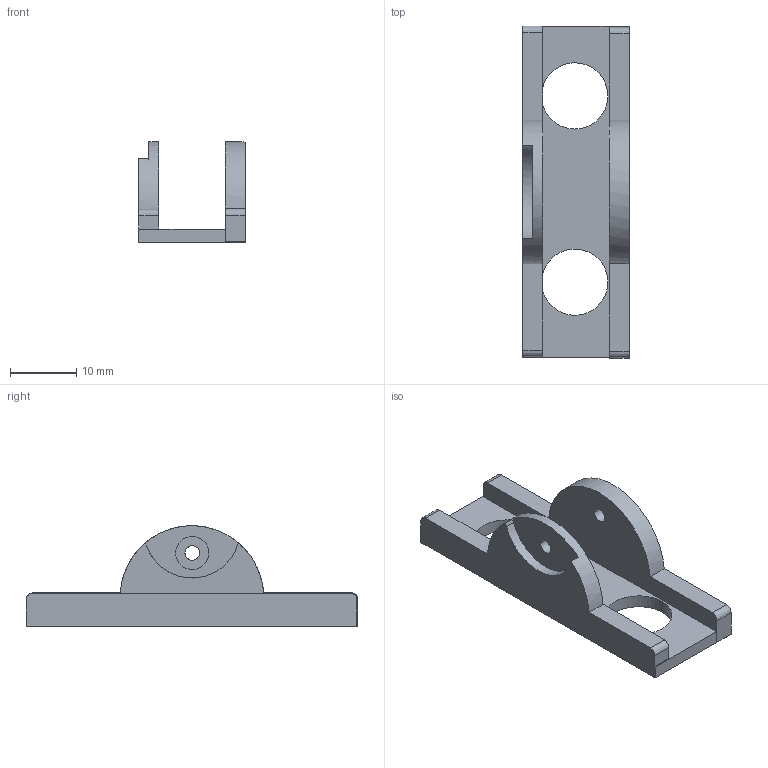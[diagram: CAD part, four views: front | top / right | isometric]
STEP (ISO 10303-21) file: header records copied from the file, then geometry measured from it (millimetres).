
FILE_DESCRIPTION(/* description */ (''),/* implementation_level */ '2;1');
FILE_NAME(/* name */ 'Connectique-standard',/* time_stamp */ '2021-03-02T23:23:24+01:00',/* author */ (''),/* organization */ (''),/* preprocessor_version */ 'ST-DEVELOPER v15',/* originating_system */ '',/* authorisation */ '');
FILE_SCHEMA (('AUTOMOTIVE_DESIGN'));
Length unit declared in the file: centimetre
Products named in the file (1): Document
Bounding box: 16.1 x 50.17 x 15.2 mm (x, y, z)
Volume: 3059.1 mm3; surface area: 3103.5 mm2
Topology: 1 solids, 1 shells, 55 faces, 160 edges, 107 vertices
Faces by surface type: plane 33, bspline 22
Entity records: 1812 total; most frequent: CARTESIAN_POINT 847, ORIENTED_EDGE 320, EDGE_CURVE 160, VERTEX_POINT 107, B_SPLINE_CURVE_WITH_KNOTS 79, EDGE_LOOP 63, ADVANCED_FACE 55, FACE_OUTER_BOUND 55
